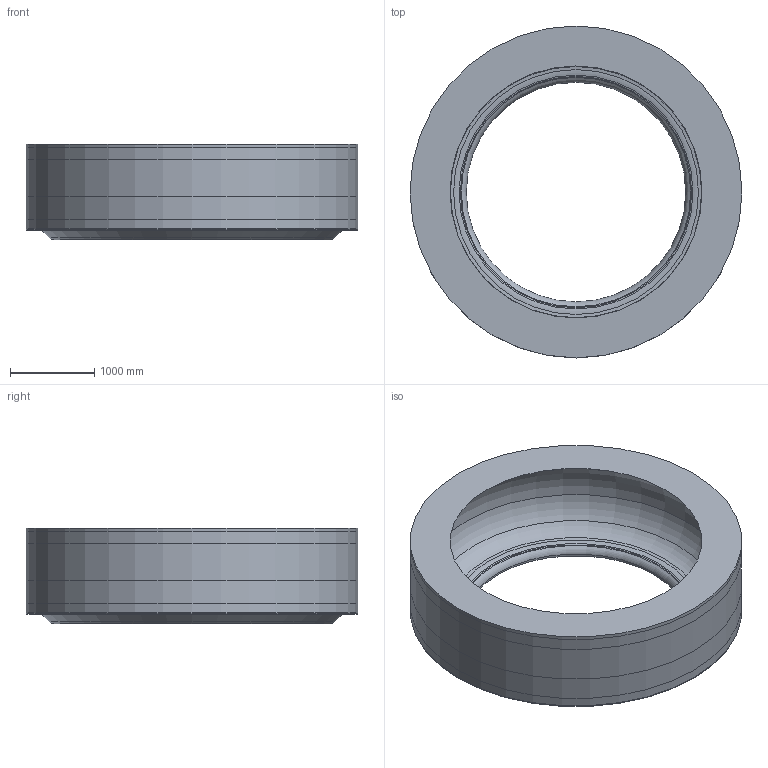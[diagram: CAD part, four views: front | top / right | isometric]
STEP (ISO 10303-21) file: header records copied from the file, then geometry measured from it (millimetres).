
FILE_DESCRIPTION(('STEP AP214'),'1');
FILE_NAME('example.stp','2023-03-16T14:46:57',(' '),(' '),'Spatial InterOp 3D',' ',' ');
FILE_SCHEMA(('AUTOMOTIVE_DESIGN { 1 0 10303 214 1 1 1 1 }'));
Length unit declared in the file: centimetre
Products named in the file (1): Solid11
Bounding box: 3930 x 3930 x 1132.76 mm (x, y, z)
Volume: 3022155909.6 mm3; surface area: 121910995.3 mm2
Topology: 12 solids, 12 shells, 47 faces, 83 edges, 59 vertices
Faces by surface type: plane 23, torus 14, cylinder 8, cone 2
Full cylindrical faces by diameter (mm): 2600 x1, 3890 x2, 3930 x5
Entity records: 1149 total; most frequent: DIRECTION 212, CARTESIAN_POINT 153, AXIS2_PLACEMENT_3D 106, EDGE_LOOP 94, ORIENTED_EDGE 94, FACE_BOUND 71, ADVANCED_FACE 47, EDGE_CURVE 47
